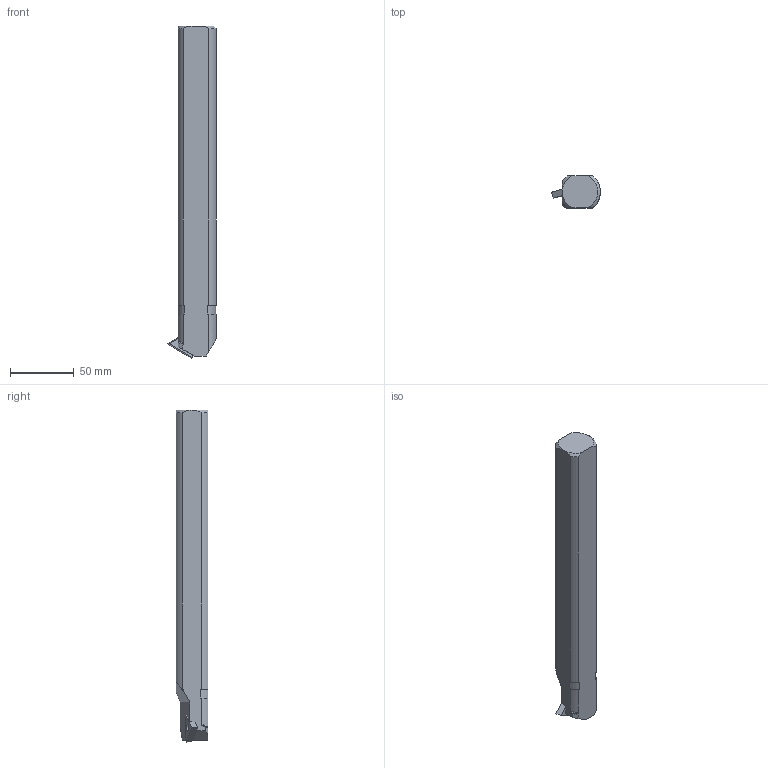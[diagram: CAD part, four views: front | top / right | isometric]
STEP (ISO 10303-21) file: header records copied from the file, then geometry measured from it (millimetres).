
FILE_DESCRIPTION(/* description */ (''),/* implementation_level */ '2;1');
FILE_NAME(/* name */ 'SIR-S2532S22-A_205147428_SIM.stp',/* time_stamp */ '2024-02-08T10:55:23+01:00',/* author */ (''),/* organization */ (''),/* preprocessor_version */ 'ST-DEVELOPER v16.7',/* originating_system */ 'SIEMENS PLM Software NX 12.0',/* authorisation */ '');
FILE_SCHEMA (('AUTOMOTIVE_DESIGN { 1 0 10303 214 3 1 1 1 }'));
Length unit declared in the file: millimetre
Products named in the file (1): nd733E40F916iwb3
Bounding box: 38.29 x 25 x 261.12 mm (x, y, z)
Volume: 170703.9 mm3; surface area: 26509.3 mm2
Topology: 2 solids, 2 shells, 41 faces, 107 edges, 70 vertices
Faces by surface type: plane 22, cylinder 9, cone 4, torus 2, revolution 2, bspline 2
Full cylindrical faces by diameter (mm): 4 x1
Entity records: 1411 total; most frequent: CARTESIAN_POINT 382, ORIENTED_EDGE 208, DIRECTION 194, EDGE_CURVE 104, VERTEX_POINT 70, AXIS2_PLACEMENT_3D 66, LINE 60, VECTOR 60
